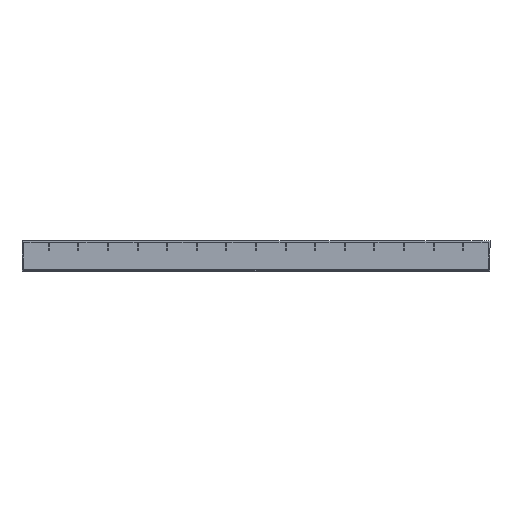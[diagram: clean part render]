
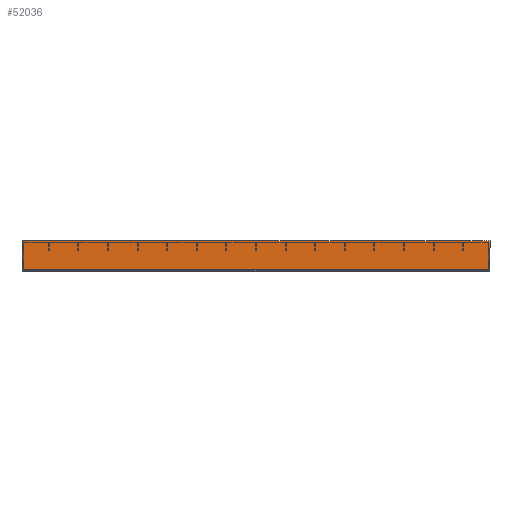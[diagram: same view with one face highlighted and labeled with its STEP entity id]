
A CAD part, top view. The second image highlights one B-rep face of the part: STEP entity #52036.
In plain terms, the highlighted planar face has unit normal (0, 0, 1).
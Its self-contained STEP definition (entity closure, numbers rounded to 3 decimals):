
#1452 = CARTESIAN_POINT ( 'NONE',  ( 490., 15., 0. ) ) ;
#1806 = CARTESIAN_POINT ( 'NONE',  ( 490., 15., 0. ) ) ;
#7963 = DIRECTION ( 'NONE',  ( -1., 0., 0. ) ) ;
#8348 = DIRECTION ( 'NONE',  ( 0., 0., -1. ) ) ;
#11902 = VERTEX_POINT ( 'NONE', #40019 ) ;
#14748 = ORIENTED_EDGE ( 'NONE', *, *, #34127, .F. ) ;
#23296 = CARTESIAN_POINT ( 'NONE',  ( 0., -15., 0. ) ) ;
#28157 = LINE ( 'NONE', #37337, #29211 ) ;
#29211 = VECTOR ( 'NONE', #43918, 1000. ) ;
#30451 = EDGE_CURVE ( 'NONE', #64156, #11902, #35249, .T. ) ;
#31429 = EDGE_LOOP ( 'NONE', ( #77752, #14748, #45645, #67636 ) ) ;
#34127 = EDGE_CURVE ( 'NONE', #11902, #77069, #61226, .T. ) ;
#35249 = LINE ( 'NONE', #55260, #74806 ) ;
#37337 = CARTESIAN_POINT ( 'NONE',  ( 490., 15., 0. ) ) ;
#37775 = VERTEX_POINT ( 'NONE', #1452 ) ;
#39343 = LINE ( 'NONE', #54066, #74892 ) ;
#40019 = CARTESIAN_POINT ( 'NONE',  ( 0., -15., 0. ) ) ;
#40210 = PLANE ( 'NONE',  #59491 ) ;
#42606 = CARTESIAN_POINT ( 'NONE',  ( 0., 15., 0. ) ) ;
#43918 = DIRECTION ( 'NONE',  ( 0., -1., 0. ) ) ;
#44594 = CARTESIAN_POINT ( 'NONE',  ( 0., 15., 0. ) ) ;
#45645 = ORIENTED_EDGE ( 'NONE', *, *, #30451, .F. ) ;
#49246 = DIRECTION ( 'NONE',  ( -1., 0., 0. ) ) ;
#52036 = ADVANCED_FACE ( 'NONE', ( #61079 ), #40210, .F. ) ;
#54066 = CARTESIAN_POINT ( 'NONE',  ( 490., 15., 0. ) ) ;
#55260 = CARTESIAN_POINT ( 'NONE',  ( 490., -15., 0. ) ) ;
#59491 = AXIS2_PLACEMENT_3D ( 'NONE', #1806, #8348, #72519 ) ;
#61079 = FACE_OUTER_BOUND ( 'NONE', #31429, .T. ) ;
#61226 = B_SPLINE_CURVE_WITH_KNOTS ( 'NONE', 3,
 ( #23296, #61657, #68725, #42606 ),
 .UNSPECIFIED., .F., .F.,
 ( 4, 4 ),
 ( 0., 1. ),
 .UNSPECIFIED. ) ;
#61657 = CARTESIAN_POINT ( 'NONE',  ( 0., -5., 0. ) ) ;
#64156 = VERTEX_POINT ( 'NONE', #74604 ) ;
#64959 = EDGE_CURVE ( 'NONE', #37775, #64156, #28157, .T. ) ;
#67636 = ORIENTED_EDGE ( 'NONE', *, *, #64959, .F. ) ;
#68725 = CARTESIAN_POINT ( 'NONE',  ( 0., 5., 0. ) ) ;
#72519 = DIRECTION ( 'NONE',  ( 0., 1., 0. ) ) ;
#74395 = EDGE_CURVE ( 'NONE', #37775, #77069, #39343, .T. ) ;
#74604 = CARTESIAN_POINT ( 'NONE',  ( 490., -15., 0. ) ) ;
#74806 = VECTOR ( 'NONE', #49246, 1000. ) ;
#74892 = VECTOR ( 'NONE', #7963, 1000. ) ;
#77069 = VERTEX_POINT ( 'NONE', #44594 ) ;
#77752 = ORIENTED_EDGE ( 'NONE', *, *, #74395, .T. ) ;
